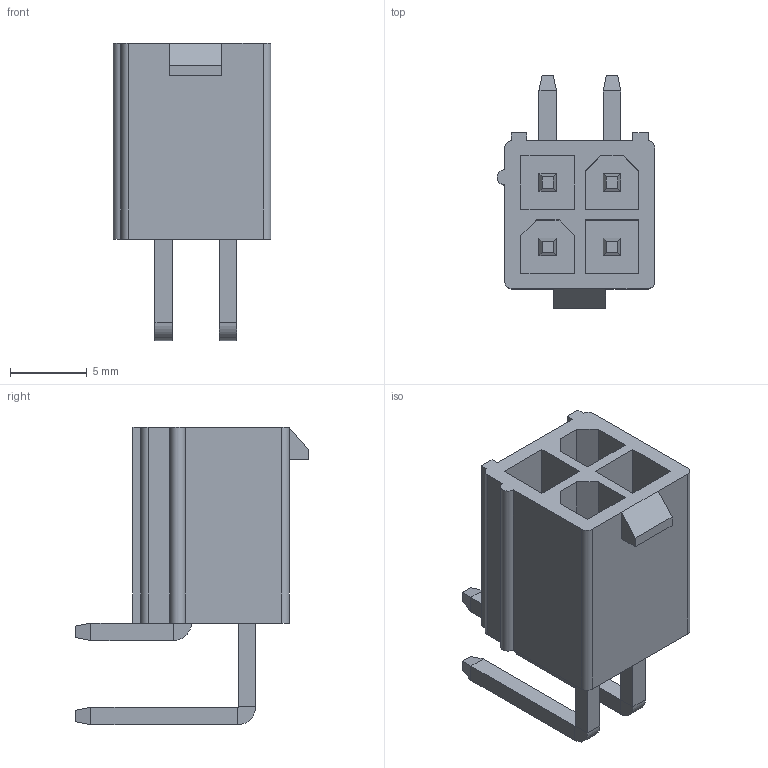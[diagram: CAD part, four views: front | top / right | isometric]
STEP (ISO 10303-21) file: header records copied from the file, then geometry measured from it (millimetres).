
FILE_DESCRIPTION (( 'STEP AP214' ), '1' );
FILE_NAME ('FWF42003-D04B22TK-REF 18.STEP', '2025-01-07T09:33:33', ( '' ), ( '' ), 'SwSTEP 2.0', 'SolidWorks 2021', '' );
FILE_SCHEMA (( 'AUTOMOTIVE_DESIGN' ));
Length unit declared in the file: millimetre
Products named in the file (1): FWF42003-D04B22TK-REF 18
Bounding box: 10.3 x 15.22 x 19.44 mm (x, y, z)
Volume: 893 mm3; surface area: 1535.4 mm2
Topology: 1 solids, 1 shells, 141 faces, 329 edges, 200 vertices
Faces by surface type: plane 130, cylinder 11
Entity records: 3918 total; most frequent: CARTESIAN_POINT 680, ORIENTED_EDGE 658, DIRECTION 632, EDGE_CURVE 329, VECTOR 304, LINE 304, VERTEX_POINT 200, AXIS2_PLACEMENT_3D 164
